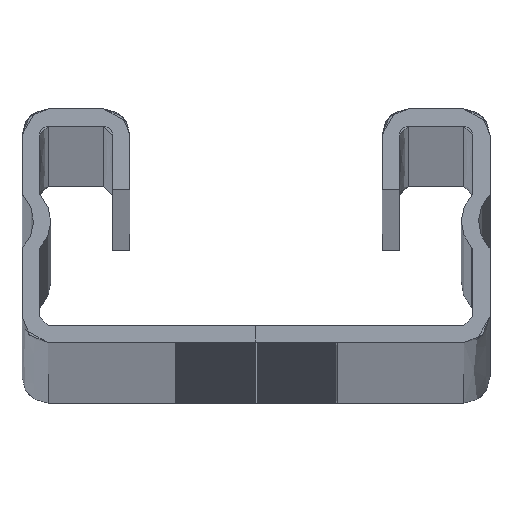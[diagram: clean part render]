
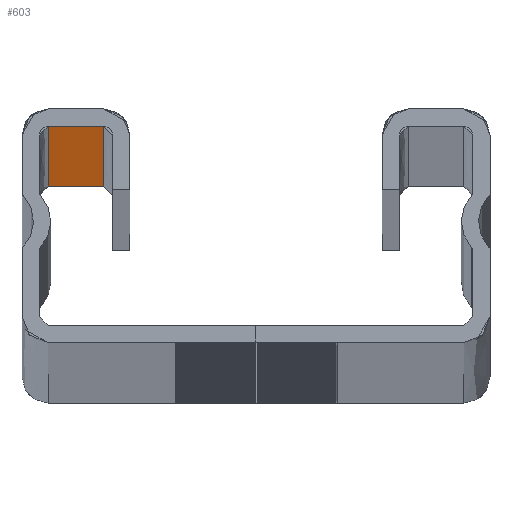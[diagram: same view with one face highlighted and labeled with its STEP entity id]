
A CAD part, top view. The second image highlights one B-rep face of the part: STEP entity #603.
In plain terms, the highlighted planar face has unit normal (0, -1, 0).
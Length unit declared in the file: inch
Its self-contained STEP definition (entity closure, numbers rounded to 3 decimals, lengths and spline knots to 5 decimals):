
#603=ADVANCED_FACE('',(#1513),#1514,.T.);
#1513=FACE_OUTER_BOUND('',#3260,.T.);
#1514=PLANE('',#3261);
#3260=EDGE_LOOP('',(#6244,#6245,#6246,#6247));
#3261=AXIS2_PLACEMENT_3D('',#6248,#6249,#6250);
#6244=ORIENTED_EDGE('',*,*,#9371,.T.);
#6245=ORIENTED_EDGE('',*,*,#9155,.F.);
#6246=ORIENTED_EDGE('',*,*,#9372,.F.);
#6247=ORIENTED_EDGE('',*,*,#9373,.T.);
#6248=CARTESIAN_POINT('',(0.09625,0.7525,0.0));
#6249=DIRECTION('',(0.0,-1.0,0.0));
#6250=DIRECTION('',(1.0,0.0,-0.0));
#9155=EDGE_CURVE('',#10914,#10909,#10916,.T.);
#9371=EDGE_CURVE('',#11284,#10909,#11285,.T.);
#9372=EDGE_CURVE('',#11286,#10914,#11287,.T.);
#9373=EDGE_CURVE('',#11286,#11284,#11288,.T.);
#10909=VERTEX_POINT('',#13599);
#10914=VERTEX_POINT('',#13608);
#10916=LINE('',#13613,#13614);
#11284=VERTEX_POINT('',#14252);
#11285=LINE('',#14253,#14254);
#11286=VERTEX_POINT('',#14255);
#11287=LINE('',#14256,#14257);
#11288=LINE('',#14258,#14259);
#13599=CARTESIAN_POINT('',(0.0,0.7525,120.0));
#13608=CARTESIAN_POINT('',(0.0,0.7525,0.0));
#13613=CARTESIAN_POINT('',(0.0,0.7525,0.0));
#13614=VECTOR('',#17681,1.0);
#14252=CARTESIAN_POINT('',(0.19251,0.7525,120.0));
#14253=CARTESIAN_POINT('',(0.19251,0.7525,120.0));
#14254=VECTOR('',#17802,1.0);
#14255=CARTESIAN_POINT('',(0.19251,0.7525,0.0));
#14256=CARTESIAN_POINT('',(0.19251,0.7525,0.0));
#14257=VECTOR('',#17803,1.0);
#14258=CARTESIAN_POINT('',(0.19251,0.7525,0.0));
#14259=VECTOR('',#17804,1.0);
#17681=DIRECTION('',(0.0,0.0,1.0));
#17802=DIRECTION('',(-1.0,0.0,0.0));
#17803=DIRECTION('',(-1.0,0.0,0.0));
#17804=DIRECTION('',(0.0,0.0,1.0));
